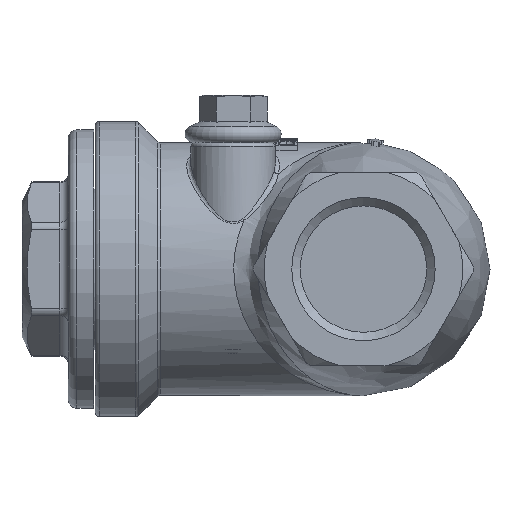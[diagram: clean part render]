
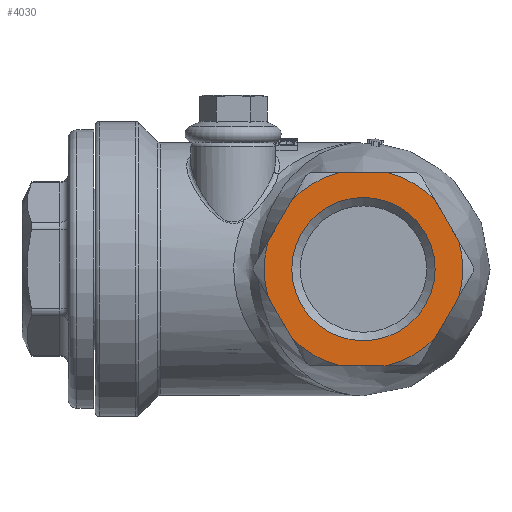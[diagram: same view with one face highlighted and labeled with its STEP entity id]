
A CAD part, left-side view. The second image highlights one B-rep face of the part: STEP entity #4030.
In plain terms, the highlighted planar face has unit normal (-1, 0, 0).
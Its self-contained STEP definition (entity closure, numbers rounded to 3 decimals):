
#168=FACE_BOUND('',#705,.T.);
#244=PLANE('',#4432);
#467=FACE_OUTER_BOUND('',#704,.T.);
#704=EDGE_LOOP('',(#3289,#3290,#3291,#3292,#3293,#3294,#3295,#3296,#3297,
#3298,#3299,#3300));
#705=EDGE_LOOP('',(#3301));
#884=CIRCLE('',#4429,8.5);
#886=CIRCLE('',#4433,11.778);
#887=CIRCLE('',#4434,11.778);
#888=CIRCLE('',#4435,11.778);
#889=CIRCLE('',#4436,11.778);
#890=CIRCLE('',#4437,11.778);
#891=CIRCLE('',#4438,11.778);
#1097=LINE('',#8085,#1311);
#1100=LINE('',#8138,#1314);
#1109=LINE('',#8223,#1323);
#1112=LINE('',#8299,#1326);
#1120=LINE('',#8384,#1334);
#1121=LINE('',#8390,#1335);
#1311=VECTOR('',#5154,10.);
#1314=VECTOR('',#5169,10.);
#1323=VECTOR('',#5182,10.);
#1326=VECTOR('',#5203,10.);
#1334=VECTOR('',#5249,10.);
#1335=VECTOR('',#5256,10.);
#1760=VERTEX_POINT('',#8080);
#1761=VERTEX_POINT('',#8084);
#1769=VERTEX_POINT('',#8133);
#1770=VERTEX_POINT('',#8137);
#1786=VERTEX_POINT('',#8218);
#1787=VERTEX_POINT('',#8222);
#1795=VERTEX_POINT('',#8294);
#1796=VERTEX_POINT('',#8298);
#1805=VERTEX_POINT('',#8373);
#1807=VERTEX_POINT('',#8381);
#1808=VERTEX_POINT('',#8383);
#1809=VERTEX_POINT('',#8387);
#1810=VERTEX_POINT('',#8389);
#2265=EDGE_CURVE('',#1760,#1761,#1097,.T.);
#2277=EDGE_CURVE('',#1769,#1770,#1100,.T.);
#2295=EDGE_CURVE('',#1786,#1787,#1109,.T.);
#2310=EDGE_CURVE('',#1795,#1796,#1112,.T.);
#2329=EDGE_CURVE('',#1805,#1805,#884,.T.);
#2332=EDGE_CURVE('',#1795,#1807,#886,.T.);
#2333=EDGE_CURVE('',#1808,#1807,#1120,.T.);
#2334=EDGE_CURVE('',#1808,#1787,#887,.T.);
#2335=EDGE_CURVE('',#1786,#1770,#888,.T.);
#2336=EDGE_CURVE('',#1769,#1809,#889,.T.);
#2337=EDGE_CURVE('',#1810,#1809,#1121,.T.);
#2338=EDGE_CURVE('',#1810,#1761,#890,.T.);
#2339=EDGE_CURVE('',#1760,#1796,#891,.T.);
#3289=ORIENTED_EDGE('',*,*,#2332,.T.);
#3290=ORIENTED_EDGE('',*,*,#2333,.F.);
#3291=ORIENTED_EDGE('',*,*,#2334,.T.);
#3292=ORIENTED_EDGE('',*,*,#2295,.F.);
#3293=ORIENTED_EDGE('',*,*,#2335,.T.);
#3294=ORIENTED_EDGE('',*,*,#2277,.F.);
#3295=ORIENTED_EDGE('',*,*,#2336,.T.);
#3296=ORIENTED_EDGE('',*,*,#2337,.F.);
#3297=ORIENTED_EDGE('',*,*,#2338,.T.);
#3298=ORIENTED_EDGE('',*,*,#2265,.F.);
#3299=ORIENTED_EDGE('',*,*,#2339,.T.);
#3300=ORIENTED_EDGE('',*,*,#2310,.F.);
#3301=ORIENTED_EDGE('',*,*,#2329,.F.);
#4030=ADVANCED_FACE('',(#467,#168),#244,.F.);
#4429=AXIS2_PLACEMENT_3D('',#8375,#5238,#5239);
#4432=AXIS2_PLACEMENT_3D('',#8380,#5245,#5246);
#4433=AXIS2_PLACEMENT_3D('',#8382,#5247,#5248);
#4434=AXIS2_PLACEMENT_3D('',#8385,#5250,#5251);
#4435=AXIS2_PLACEMENT_3D('',#8386,#5252,#5253);
#4436=AXIS2_PLACEMENT_3D('',#8388,#5254,#5255);
#4437=AXIS2_PLACEMENT_3D('',#8391,#5257,#5258);
#4438=AXIS2_PLACEMENT_3D('',#8392,#5259,#5260);
#5154=DIRECTION('',(0.,-1.,0.));
#5169=DIRECTION('',(0.,0.5,-0.866));
#5182=DIRECTION('',(0.,1.,0.));
#5203=DIRECTION('',(0.,-0.5,0.866));
#5238=DIRECTION('center_axis',(-1.,0.,0.));
#5239=DIRECTION('ref_axis',(0.,0.,1.));
#5245=DIRECTION('center_axis',(1.,0.,0.));
#5246=DIRECTION('ref_axis',(0.,0.,-1.));
#5247=DIRECTION('center_axis',(-1.,0.,0.));
#5248=DIRECTION('ref_axis',(0.,1.,0.));
#5249=DIRECTION('',(0.,0.5,0.866));
#5250=DIRECTION('center_axis',(-1.,0.,0.));
#5251=DIRECTION('ref_axis',(0.,1.,0.));
#5252=DIRECTION('center_axis',(-1.,0.,0.));
#5253=DIRECTION('ref_axis',(0.,1.,0.));
#5254=DIRECTION('center_axis',(-1.,0.,0.));
#5255=DIRECTION('ref_axis',(0.,1.,0.));
#5256=DIRECTION('',(0.,-0.5,-0.866));
#5257=DIRECTION('center_axis',(-1.,0.,0.));
#5258=DIRECTION('ref_axis',(0.,1.,0.));
#5259=DIRECTION('center_axis',(-1.,0.,0.));
#5260=DIRECTION('ref_axis',(0.,1.,0.));
#8080=CARTESIAN_POINT('',(-32.,2.793,11.442));
#8084=CARTESIAN_POINT('',(-32.,-2.793,11.442));
#8085=CARTESIAN_POINT('',(-32.,6.606,11.442));
#8133=CARTESIAN_POINT('',(-32.,-11.305,-3.302));
#8137=CARTESIAN_POINT('',(-32.,-8.512,-8.14));
#8138=CARTESIAN_POINT('',(-32.,-13.212,0.));
#8218=CARTESIAN_POINT('',(-32.,-2.793,-11.442));
#8222=CARTESIAN_POINT('',(-32.,2.793,-11.442));
#8223=CARTESIAN_POINT('',(-32.,-6.606,-11.442));
#8294=CARTESIAN_POINT('',(-32.,11.305,3.302));
#8298=CARTESIAN_POINT('',(-32.,8.512,8.14));
#8299=CARTESIAN_POINT('',(-32.,13.212,0.));
#8373=CARTESIAN_POINT('',(-32.,0.,-8.5));
#8375=CARTESIAN_POINT('Origin',(-32.,0.,0.));
#8380=CARTESIAN_POINT('Origin',(-32.,0.,0.));
#8381=CARTESIAN_POINT('',(-32.,11.305,-3.302));
#8382=CARTESIAN_POINT('Origin',(-32.,0.,0.));
#8383=CARTESIAN_POINT('',(-32.,8.512,-8.14));
#8384=CARTESIAN_POINT('',(-32.,6.606,-11.442));
#8385=CARTESIAN_POINT('Origin',(-32.,0.,0.));
#8386=CARTESIAN_POINT('Origin',(-32.,0.,0.));
#8387=CARTESIAN_POINT('',(-32.,-11.305,3.302));
#8388=CARTESIAN_POINT('Origin',(-32.,0.,0.));
#8389=CARTESIAN_POINT('',(-32.,-8.512,8.14));
#8390=CARTESIAN_POINT('',(-32.,-6.606,11.442));
#8391=CARTESIAN_POINT('Origin',(-32.,0.,0.));
#8392=CARTESIAN_POINT('Origin',(-32.,0.,0.));
